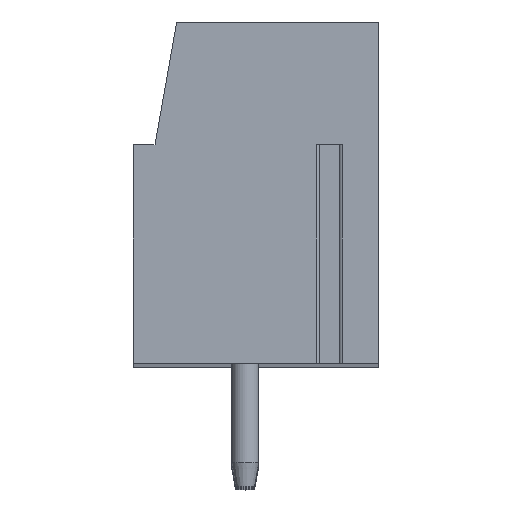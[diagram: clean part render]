
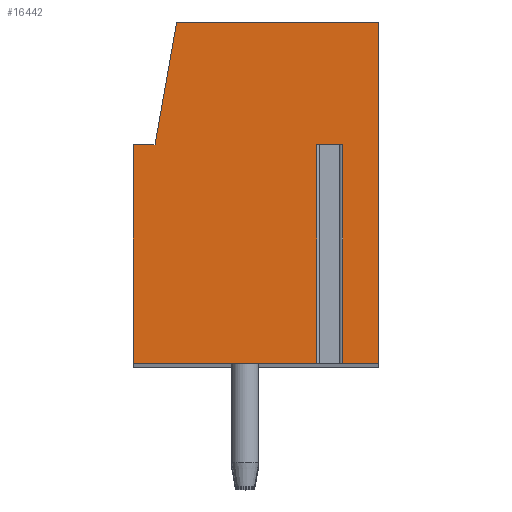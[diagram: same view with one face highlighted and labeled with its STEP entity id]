
A CAD part, top view. The second image highlights one B-rep face of the part: STEP entity #16442.
In plain terms, the highlighted planar face has unit normal (0, 0, 1).
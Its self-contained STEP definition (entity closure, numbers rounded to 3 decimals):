
#20=DIRECTION('',(-1.,0.,0.));
#21=VECTOR('',#20,0.958);
#22=CARTESIAN_POINT('',(3.179,1.75,82.5));
#23=LINE('',#22,#21);
#24=DIRECTION('',(0.,-1.,0.));
#25=VECTOR('',#24,8.);
#26=CARTESIAN_POINT('',(2.221,1.75,82.5));
#27=LINE('',#26,#25);
#28=DIRECTION('',(1.,0.,0.));
#29=VECTOR('',#28,6.721);
#30=CARTESIAN_POINT('',(-4.5,-6.25,82.5));
#31=LINE('',#30,#29);
#32=DIRECTION('',(0.,-1.,0.));
#33=VECTOR('',#32,8.);
#34=CARTESIAN_POINT('',(-4.5,1.75,82.5));
#35=LINE('',#34,#33);
#36=DIRECTION('',(-1.,0.,0.));
#37=VECTOR('',#36,0.8);
#38=CARTESIAN_POINT('',(-3.7,1.75,82.5));
#39=LINE('',#38,#37);
#40=DIRECTION('',(-0.174,-0.985,0.));
#41=VECTOR('',#40,4.569);
#42=CARTESIAN_POINT('',(-2.907,6.25,82.5));
#43=LINE('',#42,#41);
#44=DIRECTION('',(-1.,0.,0.));
#45=VECTOR('',#44,7.407);
#46=CARTESIAN_POINT('',(4.5,6.25,82.5));
#47=LINE('',#46,#45);
#48=DIRECTION('',(0.,1.,0.));
#49=VECTOR('',#48,12.5);
#50=CARTESIAN_POINT('',(4.5,-6.25,82.5));
#51=LINE('',#50,#49);
#52=DIRECTION('',(1.,0.,0.));
#53=VECTOR('',#52,1.321);
#54=CARTESIAN_POINT('',(3.179,-6.25,82.5));
#55=LINE('',#54,#53);
#56=DIRECTION('',(0.,-1.,0.));
#57=VECTOR('',#56,8.);
#58=CARTESIAN_POINT('',(3.179,1.75,82.5));
#59=LINE('',#58,#57);
#13016=CARTESIAN_POINT('',(-2.907,6.25,82.5));
#13017=CARTESIAN_POINT('',(-3.7,1.75,82.5));
#13018=VERTEX_POINT('',#13016);
#13019=VERTEX_POINT('',#13017);
#13020=CARTESIAN_POINT('',(-4.5,1.75,82.5));
#13021=VERTEX_POINT('',#13020);
#13022=CARTESIAN_POINT('',(-4.5,-6.25,82.5));
#13023=VERTEX_POINT('',#13022);
#13024=CARTESIAN_POINT('',(4.5,-6.25,82.5));
#13025=CARTESIAN_POINT('',(4.5,6.25,82.5));
#13026=VERTEX_POINT('',#13024);
#13027=VERTEX_POINT('',#13025);
#13084=CARTESIAN_POINT('',(3.179,1.75,82.5));
#13085=CARTESIAN_POINT('',(2.221,1.75,82.5));
#13086=VERTEX_POINT('',#13084);
#13087=VERTEX_POINT('',#13085);
#13088=CARTESIAN_POINT('',(3.179,-6.25,82.5));
#13089=VERTEX_POINT('',#13088);
#13090=CARTESIAN_POINT('',(2.221,-6.25,82.5));
#13091=VERTEX_POINT('',#13090);
#16415=CARTESIAN_POINT('',(0.,0.,82.5));
#16416=DIRECTION('',(0.,0.,1.));
#16417=DIRECTION('',(1.,0.,0.));
#16418=AXIS2_PLACEMENT_3D('',#16415,#16416,#16417);
#16419=PLANE('',#16418);
#16421=ORIENTED_EDGE('',*,*,#16420,.T.);
#16423=ORIENTED_EDGE('',*,*,#16422,.T.);
#16425=ORIENTED_EDGE('',*,*,#16424,.F.);
#16427=ORIENTED_EDGE('',*,*,#16426,.F.);
#16429=ORIENTED_EDGE('',*,*,#16428,.F.);
#16431=ORIENTED_EDGE('',*,*,#16430,.F.);
#16433=ORIENTED_EDGE('',*,*,#16432,.F.);
#16435=ORIENTED_EDGE('',*,*,#16434,.F.);
#16437=ORIENTED_EDGE('',*,*,#16436,.F.);
#16439=ORIENTED_EDGE('',*,*,#16438,.F.);
#16440=EDGE_LOOP('',(#16421,#16423,#16425,#16427,#16429,#16431,#16433,#16435,
#16437,#16439));
#16441=FACE_OUTER_BOUND('',#16440,.F.);
#16420=EDGE_CURVE('',#13086,#13087,#23,.T.);
#16422=EDGE_CURVE('',#13087,#13091,#27,.T.);
#16424=EDGE_CURVE('',#13023,#13091,#31,.T.);
#16426=EDGE_CURVE('',#13021,#13023,#35,.T.);
#16428=EDGE_CURVE('',#13019,#13021,#39,.T.);
#16430=EDGE_CURVE('',#13018,#13019,#43,.T.);
#16432=EDGE_CURVE('',#13027,#13018,#47,.T.);
#16434=EDGE_CURVE('',#13026,#13027,#51,.T.);
#16436=EDGE_CURVE('',#13089,#13026,#55,.T.);
#16438=EDGE_CURVE('',#13086,#13089,#59,.T.);
#16442=ADVANCED_FACE('',(#16441),#16419,.T.);
